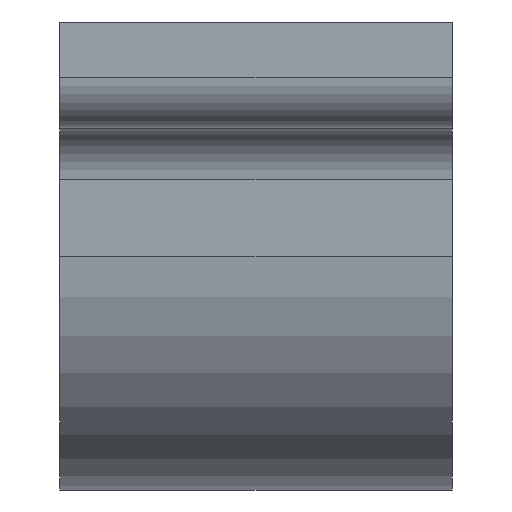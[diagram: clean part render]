
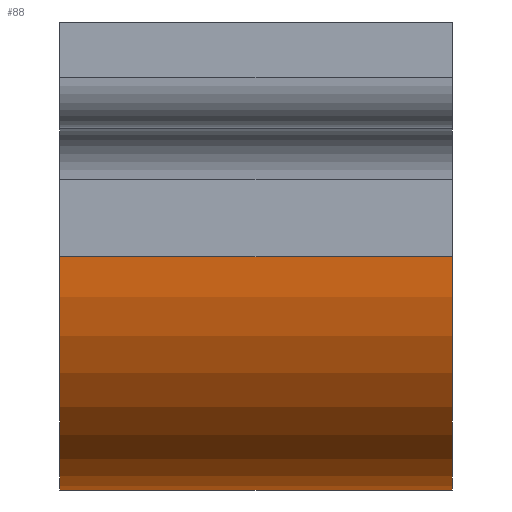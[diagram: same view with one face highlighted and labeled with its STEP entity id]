
A CAD part, left-side view. The second image highlights one B-rep face of the part: STEP entity #88.
In plain terms, the highlighted cylindrical face has radius 5.817 mm (diameter 11.633 mm), a partial arc.
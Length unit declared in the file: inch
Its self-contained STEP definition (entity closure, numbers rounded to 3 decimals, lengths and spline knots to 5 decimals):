
#9 = DIRECTION ( 'NONE',  ( 0., 0., 1. ) ) ;
#32 = CARTESIAN_POINT ( 'NONE',  ( 0., 0.385, -0.229 ) ) ;
#34 = LINE ( 'NONE', #484, #698 ) ;
#55 = EDGE_CURVE ( 'NONE', #103, #641, #34, .T. ) ;
#59 = VERTEX_POINT ( 'NONE', #753 ) ;
#88 = ADVANCED_FACE ( 'NONE', ( #509 ), #143, .T. ) ;
#94 = VERTEX_POINT ( 'NONE', #32 ) ;
#99 = ORIENTED_EDGE ( 'NONE', *, *, #825, .T. ) ;
#102 = EDGE_CURVE ( 'NONE', #59, #641, #485, .T. ) ;
#103 = VERTEX_POINT ( 'NONE', #550 ) ;
#143 = CYLINDRICAL_SURFACE ( 'NONE', #432, 0.229 ) ;
#157 = CARTESIAN_POINT ( 'NONE',  ( 0., 0., 0. ) ) ;
#217 = DIRECTION ( 'NONE',  ( 0., -1., 0. ) ) ;
#220 = DIRECTION ( 'NONE',  ( 0., -1., 0. ) ) ;
#278 = CARTESIAN_POINT ( 'NONE',  ( 0., 0.385, 0. ) ) ;
#302 = DIRECTION ( 'NONE',  ( 0., -1., 0. ) ) ;
#321 = LINE ( 'NONE', #776, #680 ) ;
#337 = ORIENTED_EDGE ( 'NONE', *, *, #102, .T. ) ;
#340 = AXIS2_PLACEMENT_3D ( 'NONE', #157, #829, #757 ) ;
#391 = EDGE_LOOP ( 'NONE', ( #514, #99, #337, #710 ) ) ;
#431 = EDGE_CURVE ( 'NONE', #94, #103, #646, .T. ) ;
#432 = AXIS2_PLACEMENT_3D ( 'NONE', #278, #217, #690 ) ;
#445 = AXIS2_PLACEMENT_3D ( 'NONE', #833, #804, #9 ) ;
#484 = CARTESIAN_POINT ( 'NONE',  ( -0.229, 0.385, 0. ) ) ;
#485 = CIRCLE ( 'NONE', #340, 0.229 ) ;
#509 = FACE_OUTER_BOUND ( 'NONE', #391, .T. ) ;
#514 = ORIENTED_EDGE ( 'NONE', *, *, #431, .F. ) ;
#550 = CARTESIAN_POINT ( 'NONE',  ( -0.229, 0.385, 0. ) ) ;
#641 = VERTEX_POINT ( 'NONE', #676 ) ;
#646 = CIRCLE ( 'NONE', #445, 0.229 ) ;
#676 = CARTESIAN_POINT ( 'NONE',  ( -0.229, 0., 0. ) ) ;
#680 = VECTOR ( 'NONE', #302, 39.37008 ) ;
#690 = DIRECTION ( 'NONE',  ( 0., 0., -1. ) ) ;
#698 = VECTOR ( 'NONE', #220, 39.37008 ) ;
#710 = ORIENTED_EDGE ( 'NONE', *, *, #55, .F. ) ;
#753 = CARTESIAN_POINT ( 'NONE',  ( 0., 0., -0.229 ) ) ;
#757 = DIRECTION ( 'NONE',  ( 0., 0., 1. ) ) ;
#776 = CARTESIAN_POINT ( 'NONE',  ( 0., 0.385, -0.229 ) ) ;
#804 = DIRECTION ( 'NONE',  ( 0., 1., 0. ) ) ;
#825 = EDGE_CURVE ( 'NONE', #94, #59, #321, .T. ) ;
#829 = DIRECTION ( 'NONE',  ( 0., 1., 0. ) ) ;
#833 = CARTESIAN_POINT ( 'NONE',  ( 0., 0.385, 0. ) ) ;
